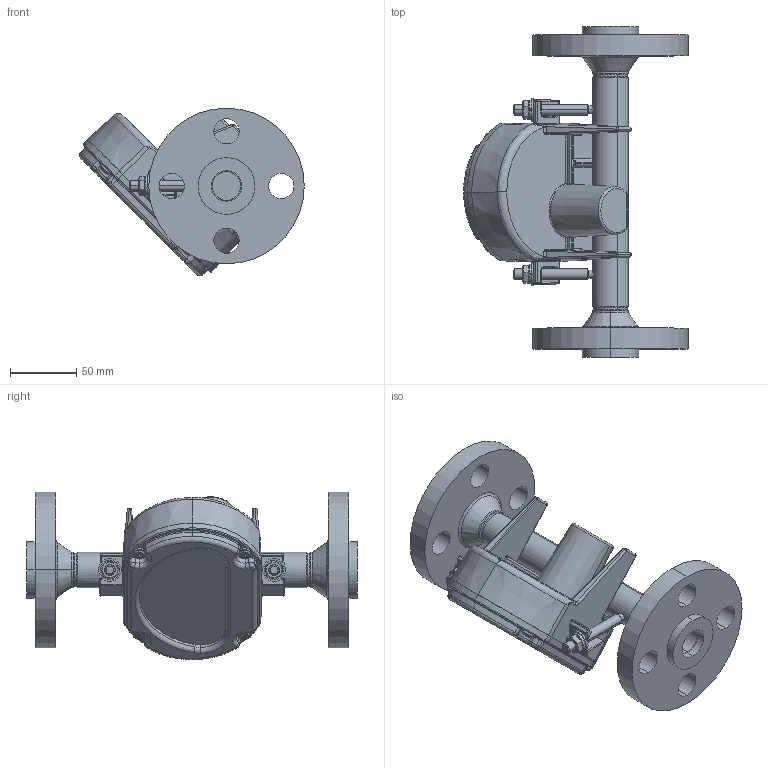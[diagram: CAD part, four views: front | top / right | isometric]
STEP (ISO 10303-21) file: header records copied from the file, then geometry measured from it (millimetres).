
FILE_DESCRIPTION (( 'STEP AP203' ), '1' );
FILE_NAME ('3809G-B-08-H-1-A-0.STEP', '2022-04-04T15:51:42', ( '' ), ( '' ), 'SwSTEP 2.0', 'SolidWorks 2020', '' );
FILE_SCHEMA (( 'CONFIG_CONTROL_DESIGN' ));
Products named in the file (1): 3809G-B-08-H-1-A-0
Bounding box: 169.63 x 250 x 126.58 mm (x, y, z)
Volume: 662691 mm3; surface area: 200560.9 mm2
Topology: 12 solids, 13 shells, 1515 faces, 3716 edges, 2221 vertices
Faces by surface type: cylinder 578, bspline 489, plane 230, cone 194, torus 24
Entity records: 99532 total; most frequent: CARTESIAN_POINT 67275, ORIENTED_EDGE 7328, DIRECTION 6061, EDGE_CURVE 3664, AXIS2_PLACEMENT_3D 2460, VERTEX_POINT 2221, EDGE_LOOP 1597, FACE_OUTER_BOUND 1515
